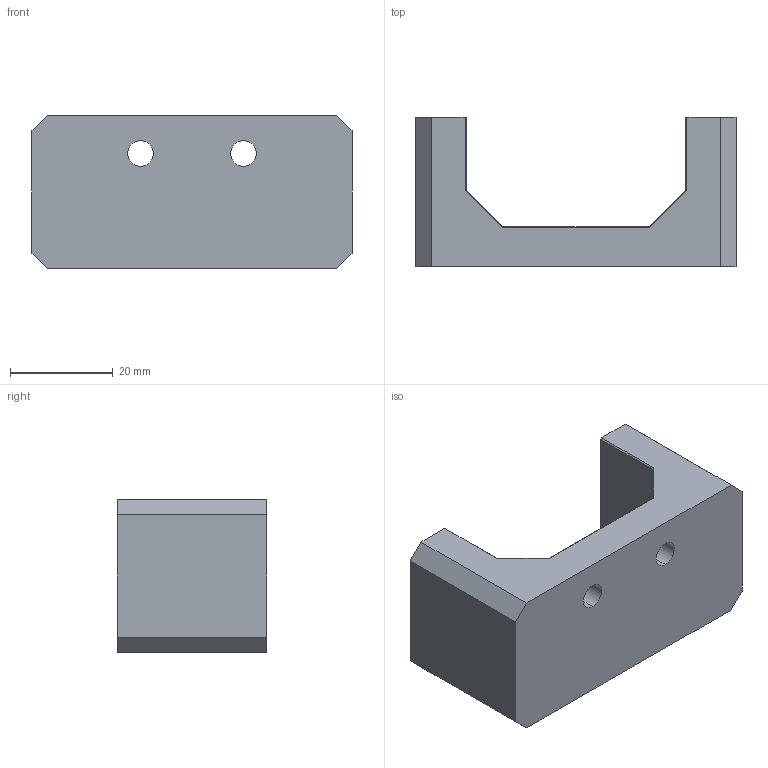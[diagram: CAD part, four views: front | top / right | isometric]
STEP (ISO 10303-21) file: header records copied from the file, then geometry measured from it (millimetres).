
FILE_DESCRIPTION (( 'STEP AP214' ), '1' );
FILE_NAME ('408 EZR Frame Mount (47mm Motor).STEP', '2021-03-17T20:45:12', ( '' ), ( '' ), 'SwSTEP 2.0', 'SolidWorks 2019', '' );
FILE_SCHEMA (( 'AUTOMOTIVE_DESIGN' ));
Length unit declared in the file: millimetre
Products named in the file (1): 408 EZR Frame Mount (47mm Motor)
Bounding box: 62.25 x 29.07 x 29.75 mm (x, y, z)
Volume: 27013.5 mm3; surface area: 8508.9 mm2
Topology: 1 solids, 1 shells, 42 faces, 100 edges, 64 vertices
Faces by surface type: plane 30, cylinder 12
Entity records: 1246 total; most frequent: DIRECTION 210, CARTESIAN_POINT 207, ORIENTED_EDGE 200, EDGE_CURVE 100, VECTOR 76, LINE 76, AXIS2_PLACEMENT_3D 67, VERTEX_POINT 64
